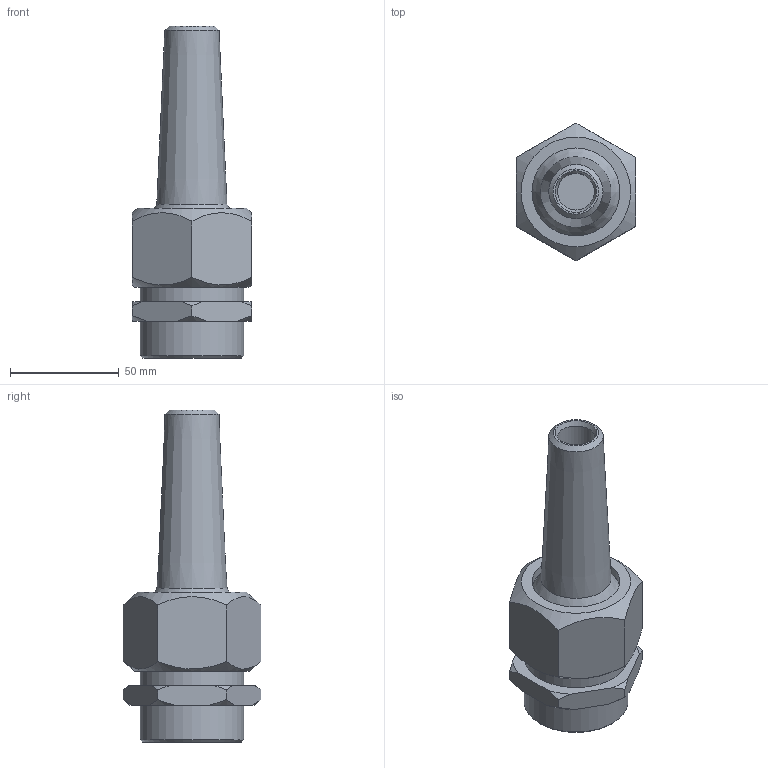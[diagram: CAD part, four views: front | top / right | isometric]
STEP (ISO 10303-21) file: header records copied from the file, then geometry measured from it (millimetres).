
FILE_DESCRIPTION(/* description */ (''),/* implementation_level */ '2;1');
FILE_NAME(/* name */ '50970 komet15-17.stp',/* time_stamp */ '2015-06-30T10:40:25+02:00',/* author */ ('guzb562'),/* organization */ (''),/* preprocessor_version */ 'ST-DEVELOPER v15.6',/* originating_system */ 'Autodesk Inventor 2015',/* authorisation */ '');
FILE_SCHEMA (('AUTOMOTIVE_DESIGN { 1 0 10303 214 3 1 1 }'));
Length unit declared in the file: millimetre
Products named in the file (2): 15-17; 50970 komet15-17
Assembly tree (1 placements, depth 2):
  50970 komet15-17
    15-17
Bounding box: 55.12 x 63.51 x 153 mm (x, y, z)
Volume: 99532.7 mm3; surface area: 42610.9 mm2
Topology: 2 solids, 2 shells, 252 faces, 657 edges, 436 vertices
Faces by surface type: plane 144, bspline 78, cone 20, cylinder 10
Full cylindrical faces by diameter (mm): 16.983 x1, 40 x1, 40.5 x1, 44.8 x1, 47.7 x1, 47.8 x1
Entity records: 8493 total; most frequent: CARTESIAN_POINT 2842, ORIENTED_EDGE 1282, DIRECTION 843, EDGE_CURVE 641, VERTEX_POINT 434, LINE 409, VECTOR 409, EDGE_LOOP 295
